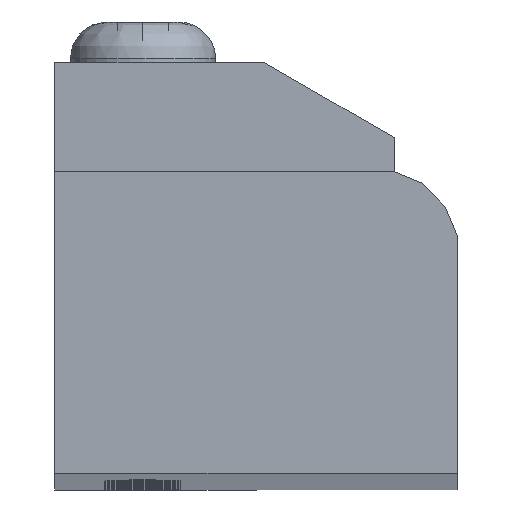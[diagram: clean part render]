
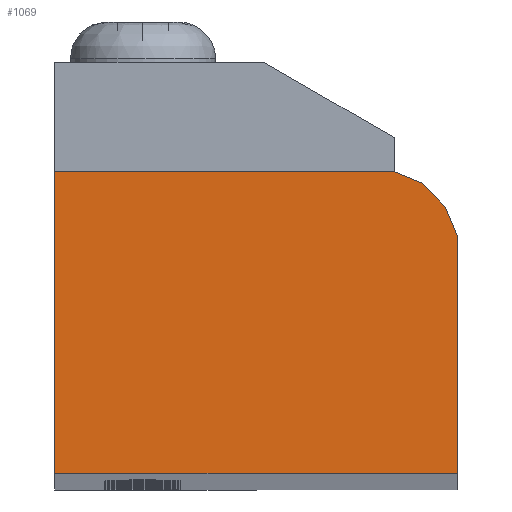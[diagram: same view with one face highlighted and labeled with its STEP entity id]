
A CAD part, top view. The second image highlights one B-rep face of the part: STEP entity #1069.
In plain terms, the highlighted planar face has unit normal (0, 0, 1).
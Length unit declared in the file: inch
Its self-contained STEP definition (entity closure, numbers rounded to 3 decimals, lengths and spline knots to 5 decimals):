
#726=CARTESIAN_POINT('',(0.0,0.0,24.0));
#727=VERTEX_POINT('',#726);
#728=CARTESIAN_POINT('',(0.,0.75,24.0));
#729=VERTEX_POINT('',#728);
#730=CARTESIAN_POINT('',(0.0,0.0,24.0));
#731=DIRECTION('',(0.0,1.0,0.0));
#732=VECTOR('',#731,0.75);
#733=LINE('',#730,#732);
#734=EDGE_CURVE('',#727,#729,#733,.T.);
#772=CARTESIAN_POINT('',(0.84044,0.75,24.0));
#773=VERTEX_POINT('',#772);
#774=CARTESIAN_POINT('',(0.,0.75,24.0));
#775=DIRECTION('',(1.0,0.0,0.0));
#776=VECTOR('',#775,0.84044);
#777=LINE('',#774,#776);
#778=EDGE_CURVE('',#729,#773,#777,.T.);
#851=CARTESIAN_POINT('',(0.91282,0.72002,24.0));
#852=VERTEX_POINT('',#851);
#853=CARTESIAN_POINT('',(0.84044,0.75,24.0));
#854=DIRECTION('',(0.924,-0.383,0.0));
#855=VECTOR('',#854,0.07834);
#856=LINE('',#853,#855);
#857=EDGE_CURVE('',#773,#852,#856,.T.);
#882=CARTESIAN_POINT('',(0.96939,0.66345,24.0));
#883=VERTEX_POINT('',#882);
#884=CARTESIAN_POINT('',(0.91282,0.72002,24.0));
#885=DIRECTION('',(0.707,-0.707,0.0));
#886=VECTOR('',#885,0.08);
#887=LINE('',#884,#886);
#888=EDGE_CURVE('',#852,#883,#887,.T.);
#913=CARTESIAN_POINT('',(1.0,0.58954,24.0));
#914=VERTEX_POINT('',#913);
#915=CARTESIAN_POINT('',(0.96939,0.66345,24.0));
#916=DIRECTION('',(0.383,-0.924,0.0));
#917=VECTOR('',#916,0.08);
#918=LINE('',#915,#917);
#919=EDGE_CURVE('',#883,#914,#918,.T.);
#944=CARTESIAN_POINT('',(1.0,0.,24.0));
#945=VERTEX_POINT('',#944);
#946=CARTESIAN_POINT('',(1.0,0.58954,24.0));
#947=DIRECTION('',(0.0,-1.0,0.0));
#948=VECTOR('',#947,0.58954);
#949=LINE('',#946,#948);
#950=EDGE_CURVE('',#914,#945,#949,.T.);
#975=CARTESIAN_POINT('',(1.0,0.,24.0));
#976=DIRECTION('',(-1.0,0.0,0.0));
#977=VECTOR('',#976,1.0);
#978=LINE('',#975,#977);
#979=EDGE_CURVE('',#945,#727,#978,.T.);
#1055=CARTESIAN_POINT('',(0.48721,0.36521,24.0));
#1056=DIRECTION('',(0.0,0.0,1.0));
#1057=DIRECTION('',(1.0,0.0,0.0));
#1058=AXIS2_PLACEMENT_3D('',#1055,#1056,#1057);
#1059=PLANE('',#1058);
#1060=ORIENTED_EDGE('',*,*,#734,.F.);
#1061=ORIENTED_EDGE('',*,*,#979,.F.);
#1062=ORIENTED_EDGE('',*,*,#950,.F.);
#1063=ORIENTED_EDGE('',*,*,#919,.F.);
#1064=ORIENTED_EDGE('',*,*,#888,.F.);
#1065=ORIENTED_EDGE('',*,*,#857,.F.);
#1066=ORIENTED_EDGE('',*,*,#778,.F.);
#1067=EDGE_LOOP('',(#1060,#1061,#1062,#1063,#1064,#1065,#1066));
#1068=FACE_OUTER_BOUND('',#1067,.T.);
#1069=ADVANCED_FACE('',(#1068),#1059,.T.);
